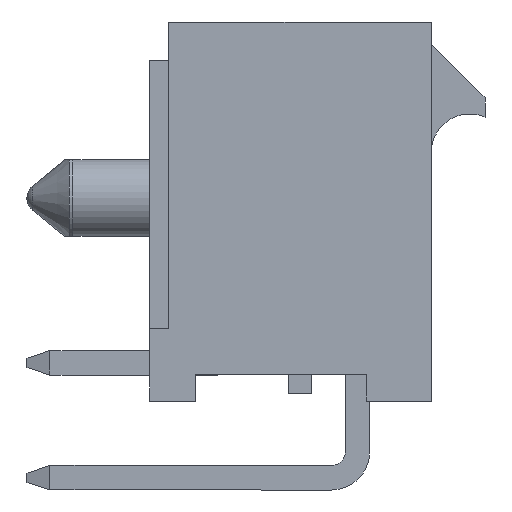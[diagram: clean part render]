
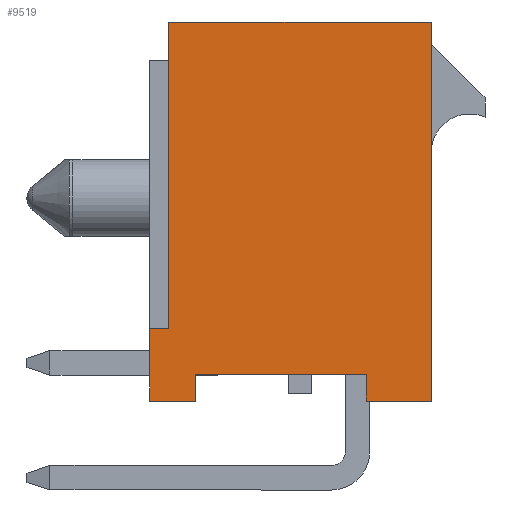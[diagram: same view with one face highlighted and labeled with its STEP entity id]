
A CAD part, left-side view. The second image highlights one B-rep face of the part: STEP entity #9519.
In plain terms, the highlighted planar face has unit normal (-1, 0, 0).
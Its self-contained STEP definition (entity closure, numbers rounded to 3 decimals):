
#1196=ORIENTED_EDGE('',*,*,#3842,.F.);
#1197=ORIENTED_EDGE('',*,*,#3843,.T.);
#1198=ORIENTED_EDGE('',*,*,#3649,.T.);
#1199=ORIENTED_EDGE('',*,*,#3560,.T.);
#1200=ORIENTED_EDGE('',*,*,#3553,.T.);
#1201=ORIENTED_EDGE('',*,*,#3835,.T.);
#1202=ORIENTED_EDGE('',*,*,#3752,.T.);
#1203=ORIENTED_EDGE('',*,*,#3844,.F.);
#1204=ORIENTED_EDGE('',*,*,#3845,.T.);
#1205=ORIENTED_EDGE('',*,*,#3730,.T.);
#3553=EDGE_CURVE('',#4861,#4860,#5851,.T.);
#3560=EDGE_CURVE('',#4867,#4861,#5858,.T.);
#3649=EDGE_CURVE('',#4943,#4867,#5938,.T.);
#3730=EDGE_CURVE('',#5012,#5011,#6010,.T.);
#3752=EDGE_CURVE('',#5030,#5029,#6032,.T.);
#3835=EDGE_CURVE('',#4860,#5030,#6115,.T.);
#3842=EDGE_CURVE('',#5105,#5011,#6122,.T.);
#3843=EDGE_CURVE('',#5105,#4943,#6123,.T.);
#3844=EDGE_CURVE('',#5106,#5029,#6124,.T.);
#3845=EDGE_CURVE('',#5106,#5012,#6125,.T.);
#4860=VERTEX_POINT('',#13958);
#4861=VERTEX_POINT('',#13960);
#4867=VERTEX_POINT('',#13974);
#4943=VERTEX_POINT('',#14153);
#5011=VERTEX_POINT('',#14319);
#5012=VERTEX_POINT('',#14321);
#5029=VERTEX_POINT('',#14360);
#5030=VERTEX_POINT('',#14362);
#5105=VERTEX_POINT('',#14530);
#5106=VERTEX_POINT('',#14533);
#5851=LINE('',#13959,#7157);
#5858=LINE('',#13973,#7164);
#5938=LINE('',#14156,#7244);
#6010=LINE('',#14320,#7316);
#6032=LINE('',#14361,#7338);
#6115=LINE('',#14519,#7421);
#6122=LINE('',#14529,#7428);
#6123=LINE('',#14531,#7429);
#6124=LINE('',#14532,#7430);
#6125=LINE('',#14534,#7431);
#7157=VECTOR('',#11220,1000.);
#7164=VECTOR('',#11229,1000.);
#7244=VECTOR('',#11343,1000.);
#7316=VECTOR('',#11449,1000.);
#7338=VECTOR('',#11473,1000.);
#7421=VECTOR('',#11558,1000.);
#7428=VECTOR('',#11569,1000.);
#7429=VECTOR('',#11570,1000.);
#7430=VECTOR('',#11571,1000.);
#7431=VECTOR('',#11572,1000.);
#8124=EDGE_LOOP('',(#1196,#1197,#1198,#1199,#1200,#1201,#1202,#1203,#1204,
#1205));
#8622=FACE_BOUND('',#8124,.T.);
#9097=PLANE('',#10064);
#9519=ADVANCED_FACE('',(#8622),#9097,.T.);
#10064=AXIS2_PLACEMENT_3D('',#14528,#11567,#11568);
#11220=DIRECTION('',(0.,0.,1.));
#11229=DIRECTION('',(0.,-1.,0.));
#11343=DIRECTION('',(0.,0.,-1.));
#11449=DIRECTION('',(0.,-1.,0.));
#11473=DIRECTION('',(0.,0.,-1.));
#11558=DIRECTION('',(0.,1.,0.));
#11567=DIRECTION('',(-1.,0.,0.));
#11568=DIRECTION('',(0.,0.,1.));
#11569=DIRECTION('',(0.,0.,-1.));
#11570=DIRECTION('',(0.,-1.,0.));
#11571=DIRECTION('',(0.,-1.,0.));
#11572=DIRECTION('',(0.,0.,-1.));
#13958=CARTESIAN_POINT('',(-13.85,-3.43,4.95));
#13959=CARTESIAN_POINT('',(-13.85,-3.43,-4.95));
#13960=CARTESIAN_POINT('',(-13.85,-3.43,-4.95));
#13973=CARTESIAN_POINT('',(-13.85,3.43,-4.95));
#13974=CARTESIAN_POINT('',(-13.85,-1.73,-4.95));
#14153=CARTESIAN_POINT('',(-13.85,-1.73,-4.25));
#14156=CARTESIAN_POINT('',(-13.85,-1.73,-3.95));
#14319=CARTESIAN_POINT('',(-13.85,2.73,-4.95));
#14320=CARTESIAN_POINT('',(-13.85,3.43,-4.95));
#14321=CARTESIAN_POINT('',(-13.85,3.93,-4.95));
#14360=CARTESIAN_POINT('',(-13.85,3.43,-3.05));
#14361=CARTESIAN_POINT('',(-13.85,3.43,4.95));
#14362=CARTESIAN_POINT('',(-13.85,3.43,4.95));
#14519=CARTESIAN_POINT('',(-13.85,-3.43,4.95));
#14528=CARTESIAN_POINT('',(-13.85,0.,0.));
#14529=CARTESIAN_POINT('',(-13.85,2.73,-3.95));
#14530=CARTESIAN_POINT('',(-13.85,2.73,-4.25));
#14531=CARTESIAN_POINT('',(-13.85,2.73,-4.25));
#14532=CARTESIAN_POINT('',(-13.85,3.93,-3.05));
#14533=CARTESIAN_POINT('',(-13.85,3.93,-3.05));
#14534=CARTESIAN_POINT('',(-13.85,3.93,-3.05));
